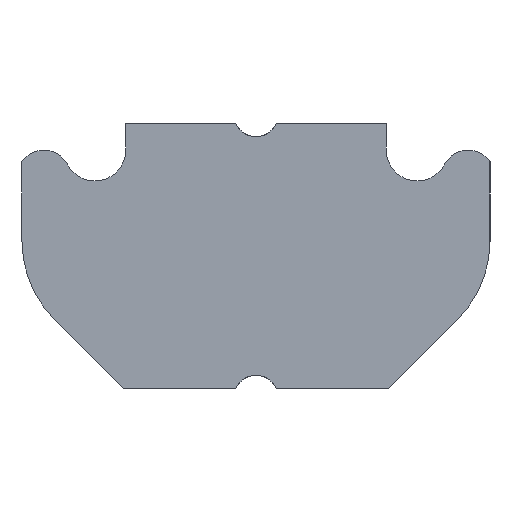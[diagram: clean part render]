
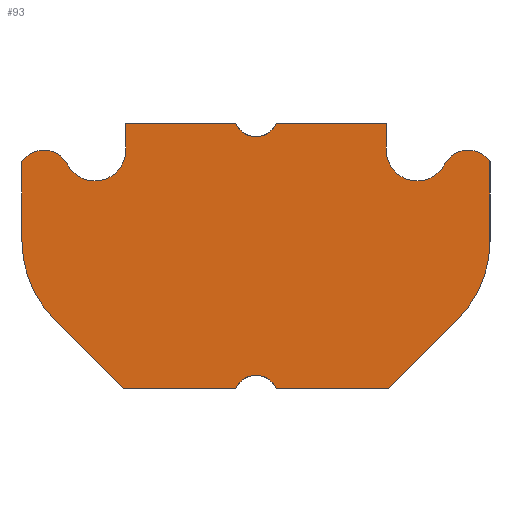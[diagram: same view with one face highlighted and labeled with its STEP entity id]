
A CAD part, left-side view. The second image highlights one B-rep face of the part: STEP entity #93.
In plain terms, the highlighted planar face has unit normal (-1, 0, 0).
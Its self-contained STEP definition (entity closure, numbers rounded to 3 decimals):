
#93 = ADVANCED_FACE( '', ( #187 ), #188, .T. );
#187 = FACE_OUTER_BOUND( '', #277, .T. );
#188 = PLANE( '', #278 );
#277 = EDGE_LOOP( '', ( #503, #504, #505, #506, #507, #508, #509, #510, #511, #512, #513, #514, #515, #516, #517, #518, #519, #520, #521 ) );
#278 = AXIS2_PLACEMENT_3D( '', #522, #523, #524 );
#503 = ORIENTED_EDGE( '', *, *, #664, .T. );
#504 = ORIENTED_EDGE( '', *, *, #639, .T. );
#505 = ORIENTED_EDGE( '', *, *, #612, .T. );
#506 = ORIENTED_EDGE( '', *, *, #578, .T. );
#507 = ORIENTED_EDGE( '', *, *, #645, .F. );
#508 = ORIENTED_EDGE( '', *, *, #660, .T. );
#509 = ORIENTED_EDGE( '', *, *, #651, .T. );
#510 = ORIENTED_EDGE( '', *, *, #591, .T. );
#511 = ORIENTED_EDGE( '', *, *, #662, .T. );
#512 = ORIENTED_EDGE( '', *, *, #604, .T. );
#513 = ORIENTED_EDGE( '', *, *, #655, .T. );
#514 = ORIENTED_EDGE( '', *, *, #665, .F. );
#515 = ORIENTED_EDGE( '', *, *, #568, .T. );
#516 = ORIENTED_EDGE( '', *, *, #648, .T. );
#517 = ORIENTED_EDGE( '', *, *, #657, .F. );
#518 = ORIENTED_EDGE( '', *, *, #636, .T. );
#519 = ORIENTED_EDGE( '', *, *, #586, .T. );
#520 = ORIENTED_EDGE( '', *, *, #609, .F. );
#521 = ORIENTED_EDGE( '', *, *, #666, .F. );
#522 = CARTESIAN_POINT( '', ( 0., -5.3, 3. ) );
#523 = DIRECTION( '', ( -1., 0., 0. ) );
#524 = DIRECTION( '', ( 0., -1., 0. ) );
#568 = EDGE_CURVE( '', #679, #677, #680, .T. );
#578 = EDGE_CURVE( '', #697, #695, #698, .T. );
#586 = EDGE_CURVE( '', #711, #709, #712, .T. );
#591 = EDGE_CURVE( '', #720, #718, #721, .T. );
#604 = EDGE_CURVE( '', #743, #741, #744, .T. );
#609 = EDGE_CURVE( '', #749, #709, #751, .T. );
#612 = EDGE_CURVE( '', #755, #697, #756, .T. );
#636 = EDGE_CURVE( '', #791, #711, #792, .T. );
#639 = EDGE_CURVE( '', #795, #755, #796, .T. );
#645 = EDGE_CURVE( '', #801, #695, #803, .T. );
#648 = EDGE_CURVE( '', #677, #805, #807, .T. );
#651 = EDGE_CURVE( '', #810, #720, #811, .T. );
#655 = EDGE_CURVE( '', #741, #814, #816, .T. );
#657 = EDGE_CURVE( '', #791, #805, #818, .T. );
#660 = EDGE_CURVE( '', #801, #810, #821, .T. );
#662 = EDGE_CURVE( '', #718, #743, #823, .T. );
#664 = EDGE_CURVE( '', #825, #795, #826, .T. );
#665 = EDGE_CURVE( '', #679, #814, #827, .T. );
#666 = EDGE_CURVE( '', #825, #749, #828, .T. );
#677 = VERTEX_POINT( '', #840 );
#679 = VERTEX_POINT( '', #843 );
#680 = LINE( '', #844, #845 );
#695 = VERTEX_POINT( '', #872 );
#697 = VERTEX_POINT( '', #875 );
#698 = LINE( '', #876, #877 );
#709 = VERTEX_POINT( '', #892 );
#711 = VERTEX_POINT( '', #895 );
#712 = LINE( '', #896, #897 );
#718 = VERTEX_POINT( '', #904 );
#720 = VERTEX_POINT( '', #907 );
#721 = CIRCLE( '', #908, 2.5 );
#741 = VERTEX_POINT( '', #966 );
#743 = VERTEX_POINT( '', #969 );
#744 = LINE( '', #970, #971 );
#749 = VERTEX_POINT( '', #977 );
#751 = CIRCLE( '', #980, 0.7 );
#755 = VERTEX_POINT( '', #985 );
#756 = LINE( '', #986, #987 );
#791 = VERTEX_POINT( '', #1058 );
#792 = LINE( '', #1059, #1060 );
#795 = VERTEX_POINT( '', #1064 );
#796 = CIRCLE( '', #1065, 2.5 );
#801 = VERTEX_POINT( '', #1072 );
#803 = CIRCLE( '', #1075, 0.5 );
#805 = VERTEX_POINT( '', #1077 );
#807 = LINE( '', #1080, #1081 );
#810 = VERTEX_POINT( '', #1085 );
#811 = LINE( '', #1086, #1087 );
#814 = VERTEX_POINT( '', #1091 );
#816 = CIRCLE( '', #1094, 0.6 );
#818 = CIRCLE( '', #1096, 0.5 );
#821 = LINE( '', #1100, #1101 );
#823 = LINE( '', #1103, #1104 );
#825 = VERTEX_POINT( '', #1106 );
#826 = LINE( '', #1107, #1108 );
#827 = CIRCLE( '', #1109, 0.7 );
#828 = CIRCLE( '', #1110, 0.6 );
#840 = CARTESIAN_POINT( '', ( 0., -2.95, 3. ) );
#843 = CARTESIAN_POINT( '', ( 0., -2.95, 2.4 ) );
#844 = CARTESIAN_POINT( '', ( 0., -2.95, 4.001 ) );
#845 = VECTOR( '', #1120, 1000. );
#872 = CARTESIAN_POINT( '', ( 0., 0.458, -3. ) );
#875 = CARTESIAN_POINT( '', ( 0., 3., -3. ) );
#876 = CARTESIAN_POINT( '', ( 0., 5.3, -3. ) );
#877 = VECTOR( '', #1131, 1000. );
#892 = CARTESIAN_POINT( '', ( 0., 2.95, 2.4 ) );
#895 = CARTESIAN_POINT( '', ( 0., 2.95, 3. ) );
#896 = CARTESIAN_POINT( '', ( 0., 2.95, 2.4 ) );
#897 = VECTOR( '', #1140, 1000. );
#904 = CARTESIAN_POINT( '', ( 0., -5.3, 0.336 ) );
#907 = CARTESIAN_POINT( '', ( 0., -4.568, -1.432 ) );
#908 = AXIS2_PLACEMENT_3D( '', #1146, #1147, #1148 );
#966 = CARTESIAN_POINT( '', ( 0., -5.3, 2.132 ) );
#969 = CARTESIAN_POINT( '', ( 0., -5.3, 2.132 ) );
#970 = CARTESIAN_POINT( '', ( 0., -5.3, 2.132 ) );
#971 = VECTOR( '', #1161, 1000. );
#977 = CARTESIAN_POINT( '', ( 0., 4.289, 2.115 ) );
#980 = AXIS2_PLACEMENT_3D( '', #1167, #1168, #1169 );
#985 = CARTESIAN_POINT( '', ( 0., 4.568, -1.432 ) );
#986 = CARTESIAN_POINT( '', ( 0., 1.85, -4.15 ) );
#987 = VECTOR( '', #1171, 1000. );
#1058 = CARTESIAN_POINT( '', ( 0., 0.458, 3. ) );
#1059 = CARTESIAN_POINT( '', ( 0., -5.3, 3. ) );
#1060 = VECTOR( '', #1205, 1000. );
#1064 = CARTESIAN_POINT( '', ( 0., 5.3, 0.336 ) );
#1065 = AXIS2_PLACEMENT_3D( '', #1207, #1208, #1209 );
#1072 = CARTESIAN_POINT( '', ( 0., -0.458, -3. ) );
#1075 = AXIS2_PLACEMENT_3D( '', #1213, #1214, #1215 );
#1077 = CARTESIAN_POINT( '', ( 0., -0.458, 3. ) );
#1080 = CARTESIAN_POINT( '', ( 0., -5.3, 3. ) );
#1081 = VECTOR( '', #1217, 1000. );
#1085 = CARTESIAN_POINT( '', ( 0., -3., -3. ) );
#1086 = CARTESIAN_POINT( '', ( 0., -3., -3. ) );
#1087 = VECTOR( '', #1219, 1000. );
#1091 = CARTESIAN_POINT( '', ( 0., -4.289, 2.115 ) );
#1094 = AXIS2_PLACEMENT_3D( '', #1222, #1223, #1224 );
#1096 = AXIS2_PLACEMENT_3D( '', #1225, #1226, #1227 );
#1100 = CARTESIAN_POINT( '', ( 0., 5.3, -3. ) );
#1101 = VECTOR( '', #1229, 1000. );
#1103 = CARTESIAN_POINT( '', ( 0., -5.3, -3. ) );
#1104 = VECTOR( '', #1230, 1000. );
#1106 = CARTESIAN_POINT( '', ( 0., 5.3, 2.132 ) );
#1107 = CARTESIAN_POINT( '', ( 0., 5.3, 3. ) );
#1108 = VECTOR( '', #1231, 1000. );
#1109 = AXIS2_PLACEMENT_3D( '', #1232, #1233, #1234 );
#1110 = AXIS2_PLACEMENT_3D( '', #1235, #1236, #1237 );
#1120 = DIRECTION( '', ( 0., 0., 1. ) );
#1131 = DIRECTION( '', ( 0., -1., 0. ) );
#1140 = DIRECTION( '', ( 0., 0., -1. ) );
#1146 = CARTESIAN_POINT( '', ( 0., -2.8, 0.336 ) );
#1147 = DIRECTION( '', ( -1., 0., 0. ) );
#1148 = DIRECTION( '', ( 0., -1., 0. ) );
#1161 = DIRECTION( '', ( 0., 0.569, -0.822 ) );
#1167 = CARTESIAN_POINT( '', ( 0., 3.65, 2.4 ) );
#1168 = DIRECTION( '', ( -1., 0., 0. ) );
#1169 = DIRECTION( '', ( 0., -1., 0. ) );
#1171 = DIRECTION( '', ( 0., -0.707, -0.707 ) );
#1205 = DIRECTION( '', ( 0., 1., 0. ) );
#1207 = CARTESIAN_POINT( '', ( 0., 2.8, 0.336 ) );
#1208 = DIRECTION( '', ( -1., 0., 0. ) );
#1209 = DIRECTION( '', ( 0., -1., 0. ) );
#1213 = CARTESIAN_POINT( '', ( 0., 0., -3.2 ) );
#1214 = DIRECTION( '', ( -1., 0., 0. ) );
#1215 = DIRECTION( '', ( 0., -1., 0. ) );
#1217 = DIRECTION( '', ( 0., 1., 0. ) );
#1219 = DIRECTION( '', ( 0., -0.707, 0.707 ) );
#1222 = CARTESIAN_POINT( '', ( 0., -4.8, 1.8 ) );
#1223 = DIRECTION( '', ( -1., 0., 0. ) );
#1224 = DIRECTION( '', ( 0., -1., 0. ) );
#1225 = CARTESIAN_POINT( '', ( 0., 0., 3.2 ) );
#1226 = DIRECTION( '', ( -1., 0., 0. ) );
#1227 = DIRECTION( '', ( 0., -1., 0. ) );
#1229 = DIRECTION( '', ( 0., -1., 0. ) );
#1230 = DIRECTION( '', ( 0., 0., 1. ) );
#1231 = DIRECTION( '', ( 0., 0., -1. ) );
#1232 = CARTESIAN_POINT( '', ( 0., -3.65, 2.4 ) );
#1233 = DIRECTION( '', ( -1., 0., 0. ) );
#1234 = DIRECTION( '', ( 0., -1., 0. ) );
#1235 = CARTESIAN_POINT( '', ( 0., 4.8, 1.8 ) );
#1236 = DIRECTION( '', ( 1., 0., 0. ) );
#1237 = DIRECTION( '', ( 0., -1., 0. ) );
